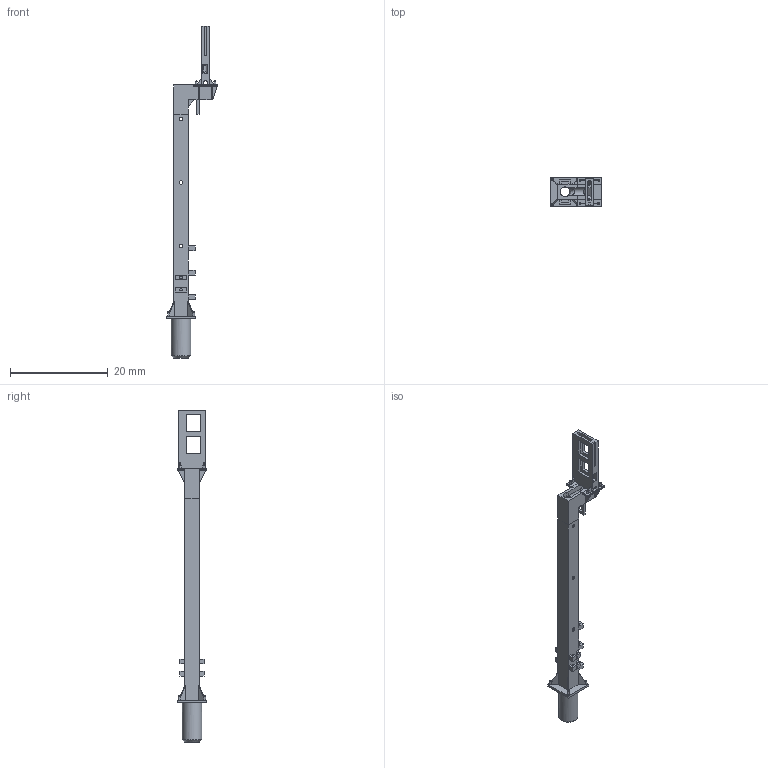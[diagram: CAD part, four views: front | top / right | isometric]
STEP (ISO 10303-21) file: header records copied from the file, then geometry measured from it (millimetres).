
FILE_DESCRIPTION(('FreeCAD Model'),'2;1');
FILE_NAME('Open CASCADE Shape Model','2024-05-25T14:19:47',( 'Jan Graichen'),(''),'Open CASCADE STEP processor 7.6','FreeCAD', 'Unknown');
FILE_SCHEMA(('AUTOMOTIVE_DESIGN { 1 0 10303 214 1 1 1 1 }'));
Length unit declared in the file: millimetre
Products named in the file (4): Assembly; Mast_42; Ausleger_40; Signalmast_1ZS
Assembly tree (3 placements, depth 2):
  Assembly
    Mast_42
    Ausleger_40
    Signalmast_1ZS
Bounding box: 10.5 x 6 x 68.1 mm (x, y, z)
Volume: 377.6 mm3; surface area: 1742.1 mm2
Topology: 3 solids, 3 shells, 284 faces, 814 edges, 514 vertices
Faces by surface type: plane 243, cylinder 31, sphere 8, cone 1, bspline 1
Full cylindrical faces by diameter (mm): 0.4 x8, 0.5 x4, 0.75 x6, 2 x1, 2.6 x2, 4 x1
Entity records: 20871 total; most frequent: CARTESIAN_POINT 4522, DIRECTION 3023, LINE 2205, VECTOR 2205, ORIENTED_EDGE 1612, PCURVE 1612, DEFINITIONAL_REPRESENTATION 1612, EDGE_CURVE 806
